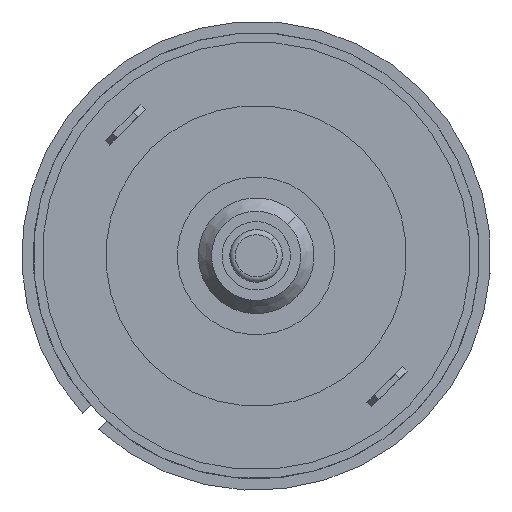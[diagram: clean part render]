
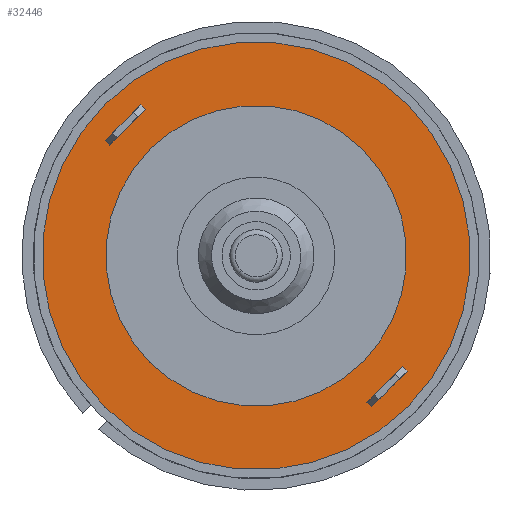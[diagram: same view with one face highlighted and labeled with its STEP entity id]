
A CAD part, left-side view. The second image highlights one B-rep face of the part: STEP entity #32446.
In plain terms, the highlighted face is planar.
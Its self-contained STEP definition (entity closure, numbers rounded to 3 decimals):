
#31459=CARTESIAN_POINT('',(61.5,0.,0.));
#31460=DIRECTION('',(1.,0.,0.));
#31461=DIRECTION('',(0.,-1.,0.));
#31462=AXIS2_PLACEMENT_3D('',#31459,#31460,#31461);
#31464=CARTESIAN_POINT('',(61.5,0.,0.));
#31465=DIRECTION('',(1.,0.,0.));
#31466=DIRECTION('',(0.,1.,0.));
#31467=AXIS2_PLACEMENT_3D('',#31464,#31465,#31466);
#31469=DIRECTION('',(0.,0.,1.));
#31470=VECTOR('',#31469,4.8);
#31471=CARTESIAN_POINT('',(61.5,-17.9,-2.4));
#31472=LINE('',#31471,#31470);
#31473=DIRECTION('',(0.,-1.,0.));
#31474=VECTOR('',#31473,0.6);
#31475=CARTESIAN_POINT('',(61.5,-17.3,-2.4));
#31476=LINE('',#31475,#31474);
#31477=DIRECTION('',(0.,0.,-1.));
#31478=VECTOR('',#31477,4.8);
#31479=CARTESIAN_POINT('',(61.5,-17.3,2.4));
#31480=LINE('',#31479,#31478);
#31481=DIRECTION('',(0.,1.,0.));
#31482=VECTOR('',#31481,0.6);
#31483=CARTESIAN_POINT('',(61.5,-17.9,2.4));
#31484=LINE('',#31483,#31482);
#31485=DIRECTION('',(0.,-1.,0.));
#31486=VECTOR('',#31485,0.6);
#31487=CARTESIAN_POINT('',(61.5,17.9,-2.4));
#31488=LINE('',#31487,#31486);
#31489=DIRECTION('',(0.,0.,-1.));
#31490=VECTOR('',#31489,4.8);
#31491=CARTESIAN_POINT('',(61.5,17.9,2.4));
#31492=LINE('',#31491,#31490);
#31493=DIRECTION('',(0.,1.,0.));
#31494=VECTOR('',#31493,0.6);
#31495=CARTESIAN_POINT('',(61.5,17.3,2.4));
#31496=LINE('',#31495,#31494);
#31497=DIRECTION('',(0.,0.,1.));
#31498=VECTOR('',#31497,4.8);
#31499=CARTESIAN_POINT('',(61.5,17.3,-2.4));
#31500=LINE('',#31499,#31498);
#31501=CARTESIAN_POINT('',(61.5,0.,0.));
#31502=DIRECTION('',(1.,0.,0.));
#31503=DIRECTION('',(0.,-1.,0.));
#31504=AXIS2_PLACEMENT_3D('',#31501,#31502,#31503);
#31506=CARTESIAN_POINT('',(61.5,0.,0.));
#31507=DIRECTION('',(1.,0.,0.));
#31508=DIRECTION('',(0.,1.,0.));
#31509=AXIS2_PLACEMENT_3D('',#31506,#31507,#31508);
#32137=CARTESIAN_POINT('',(61.5,-20.35,0.));
#32138=CARTESIAN_POINT('',(61.5,20.35,0.));
#32139=VERTEX_POINT('',#32137);
#32140=VERTEX_POINT('',#32138);
#32141=CARTESIAN_POINT('',(61.5,-17.9,-2.4));
#32142=CARTESIAN_POINT('',(61.5,-17.9,2.4));
#32143=VERTEX_POINT('',#32141);
#32144=VERTEX_POINT('',#32142);
#32145=CARTESIAN_POINT('',(61.5,-17.3,2.4));
#32146=VERTEX_POINT('',#32145);
#32147=CARTESIAN_POINT('',(61.5,-17.3,-2.4));
#32148=VERTEX_POINT('',#32147);
#32149=CARTESIAN_POINT('',(61.5,17.9,-2.4));
#32150=CARTESIAN_POINT('',(61.5,17.3,-2.4));
#32151=VERTEX_POINT('',#32149);
#32152=VERTEX_POINT('',#32150);
#32153=CARTESIAN_POINT('',(61.5,17.3,2.4));
#32154=VERTEX_POINT('',#32153);
#32155=CARTESIAN_POINT('',(61.5,17.9,2.4));
#32156=VERTEX_POINT('',#32155);
#32169=CARTESIAN_POINT('',(61.5,-14.3,0.));
#32170=CARTESIAN_POINT('',(61.5,14.3,0.));
#32171=VERTEX_POINT('',#32169);
#32172=VERTEX_POINT('',#32170);
#32410=CARTESIAN_POINT('',(61.5,0.,0.));
#32411=DIRECTION('',(1.,0.,0.));
#32412=DIRECTION('',(0.,-1.,0.));
#32413=AXIS2_PLACEMENT_3D('',#32410,#32411,#32412);
#32414=PLANE('',#32413);
#32416=ORIENTED_EDGE('',*,*,#32415,.F.);
#32418=ORIENTED_EDGE('',*,*,#32417,.F.);
#32419=EDGE_LOOP('',(#32416,#32418));
#32420=FACE_OUTER_BOUND('',#32419,.F.);
#32422=ORIENTED_EDGE('',*,*,#32421,.F.);
#32424=ORIENTED_EDGE('',*,*,#32423,.F.);
#32426=ORIENTED_EDGE('',*,*,#32425,.F.);
#32428=ORIENTED_EDGE('',*,*,#32427,.F.);
#32429=EDGE_LOOP('',(#32422,#32424,#32426,#32428));
#32430=FACE_BOUND('',#32429,.F.);
#32432=ORIENTED_EDGE('',*,*,#32431,.F.);
#32434=ORIENTED_EDGE('',*,*,#32433,.F.);
#32436=ORIENTED_EDGE('',*,*,#32435,.F.);
#32438=ORIENTED_EDGE('',*,*,#32437,.F.);
#32439=EDGE_LOOP('',(#32432,#32434,#32436,#32438));
#32440=FACE_BOUND('',#32439,.F.);
#32441=ORIENTED_EDGE('',*,*,#32400,.T.);
#32443=ORIENTED_EDGE('',*,*,#32442,.T.);
#32444=EDGE_LOOP('',(#32441,#32443));
#32445=FACE_BOUND('',#32444,.F.);
#31463=CIRCLE('',#31462,20.35);
#31468=CIRCLE('',#31467,20.35);
#31505=CIRCLE('',#31504,14.3);
#31510=CIRCLE('',#31509,14.3);
#32400=EDGE_CURVE('',#32171,#32172,#31505,.T.);
#32415=EDGE_CURVE('',#32139,#32140,#31463,.T.);
#32417=EDGE_CURVE('',#32140,#32139,#31468,.T.);
#32421=EDGE_CURVE('',#32143,#32144,#31472,.T.);
#32423=EDGE_CURVE('',#32148,#32143,#31476,.T.);
#32425=EDGE_CURVE('',#32146,#32148,#31480,.T.);
#32427=EDGE_CURVE('',#32144,#32146,#31484,.T.);
#32431=EDGE_CURVE('',#32151,#32152,#31488,.T.);
#32433=EDGE_CURVE('',#32156,#32151,#31492,.T.);
#32435=EDGE_CURVE('',#32154,#32156,#31496,.T.);
#32437=EDGE_CURVE('',#32152,#32154,#31500,.T.);
#32442=EDGE_CURVE('',#32172,#32171,#31510,.T.);
#32446=ADVANCED_FACE('',(#32420,#32430,#32440,#32445),#32414,.T.);
